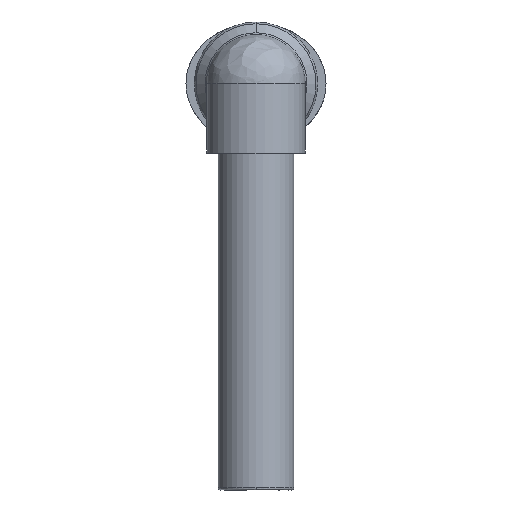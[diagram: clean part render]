
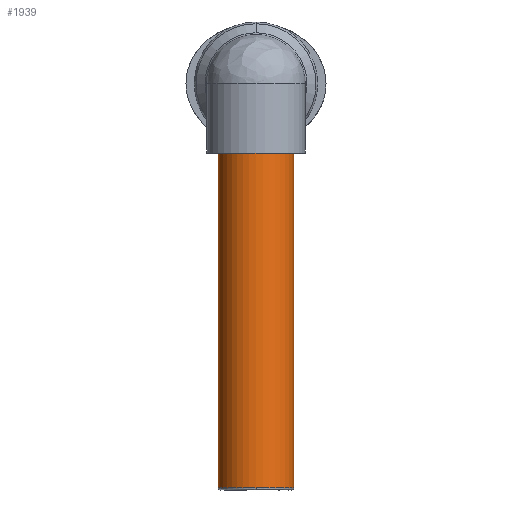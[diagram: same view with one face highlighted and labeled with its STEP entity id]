
A CAD part, left-side view. The second image highlights one B-rep face of the part: STEP entity #1939.
In plain terms, the highlighted cylindrical face has radius 5 mm (diameter 10 mm), a partial arc.
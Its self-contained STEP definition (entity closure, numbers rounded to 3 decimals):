
#129 = ORIENTED_EDGE ( 'NONE', *, *, #5539, .T. ) ;
#142 = CARTESIAN_POINT ( 'NONE',  ( -9.233, 0., -9.15 ) ) ;
#176 = CARTESIAN_POINT ( 'NONE',  ( -14.233, 0., -53.35 ) ) ;
#274 = DIRECTION ( 'NONE',  ( 0., 0., -1. ) ) ;
#349 = LINE ( 'NONE', #3712, #3874 ) ;
#365 = AXIS2_PLACEMENT_3D ( 'NONE', #9068, #11350, #13419 ) ;
#509 = CARTESIAN_POINT ( 'NONE',  ( -9.233, 5., -9.15 ) ) ;
#608 = CARTESIAN_POINT ( 'NONE',  ( -9.233, -5., -9.15 ) ) ;
#647 = AXIS2_PLACEMENT_3D ( 'NONE', #1352, #12532, #12481 ) ;
#1352 = CARTESIAN_POINT ( 'NONE',  ( -9.233, 0., -53.35 ) ) ;
#1411 = VERTEX_POINT ( 'NONE', #8557 ) ;
#1564 = CIRCLE ( 'NONE', #6717, 5. ) ;
#1939 = ADVANCED_FACE ( 'NONE', ( #13344 ), #5925, .T. ) ;
#2269 = EDGE_CURVE ( 'NONE', #1411, #8199, #9782, .T. ) ;
#2408 = VERTEX_POINT ( 'NONE', #509 ) ;
#2781 = CARTESIAN_POINT ( 'NONE',  ( -9.233, -5., -31.4 ) ) ;
#3712 = CARTESIAN_POINT ( 'NONE',  ( -9.233, 5., -31.4 ) ) ;
#3874 = VECTOR ( 'NONE', #6925, 1000. ) ;
#3897 = CIRCLE ( 'NONE', #5281, 5. ) ;
#4093 = ORIENTED_EDGE ( 'NONE', *, *, #8329, .T. ) ;
#4185 = DIRECTION ( 'NONE',  ( 0., -1., 0. ) ) ;
#5281 = AXIS2_PLACEMENT_3D ( 'NONE', #7487, #5436, #4185 ) ;
#5436 = DIRECTION ( 'NONE',  ( 0., 0., 1. ) ) ;
#5539 = EDGE_CURVE ( 'NONE', #8199, #7889, #3897, .T. ) ;
#5925 = CYLINDRICAL_SURFACE ( 'NONE', #365, 5. ) ;
#6190 = EDGE_CURVE ( 'NONE', #1411, #2408, #349, .T. ) ;
#6324 = VERTEX_POINT ( 'NONE', #608 ) ;
#6717 = AXIS2_PLACEMENT_3D ( 'NONE', #142, #274, #13745 ) ;
#6852 = ORIENTED_EDGE ( 'NONE', *, *, #10898, .T. ) ;
#6925 = DIRECTION ( 'NONE',  ( 0., 0., 1. ) ) ;
#7487 = CARTESIAN_POINT ( 'NONE',  ( -9.233, 0., -53.35 ) ) ;
#7752 = LINE ( 'NONE', #2781, #14130 ) ;
#7889 = VERTEX_POINT ( 'NONE', #8348 ) ;
#8199 = VERTEX_POINT ( 'NONE', #176 ) ;
#8329 = EDGE_CURVE ( 'NONE', #7889, #6324, #7752, .T. ) ;
#8348 = CARTESIAN_POINT ( 'NONE',  ( -9.233, -5., -53.35 ) ) ;
#8557 = CARTESIAN_POINT ( 'NONE',  ( -9.233, 5., -53.35 ) ) ;
#9068 = CARTESIAN_POINT ( 'NONE',  ( -9.233, 0., -31.4 ) ) ;
#9329 = DIRECTION ( 'NONE',  ( 0., 0., 1. ) ) ;
#9782 = CIRCLE ( 'NONE', #647, 5. ) ;
#10076 = ORIENTED_EDGE ( 'NONE', *, *, #2269, .T. ) ;
#10898 = EDGE_CURVE ( 'NONE', #6324, #2408, #1564, .T. ) ;
#11350 = DIRECTION ( 'NONE',  ( 0., 0., 1. ) ) ;
#11365 = ORIENTED_EDGE ( 'NONE', *, *, #6190, .F. ) ;
#12481 = DIRECTION ( 'NONE',  ( 0., -1., 0. ) ) ;
#12532 = DIRECTION ( 'NONE',  ( 0., 0., 1. ) ) ;
#13344 = FACE_OUTER_BOUND ( 'NONE', #13352, .T. ) ;
#13352 = EDGE_LOOP ( 'NONE', ( #11365, #10076, #129, #4093, #6852 ) ) ;
#13419 = DIRECTION ( 'NONE',  ( 0., -1., 0. ) ) ;
#13745 = DIRECTION ( 'NONE',  ( 0., -1., 0. ) ) ;
#14130 = VECTOR ( 'NONE', #9329, 1000. ) ;
